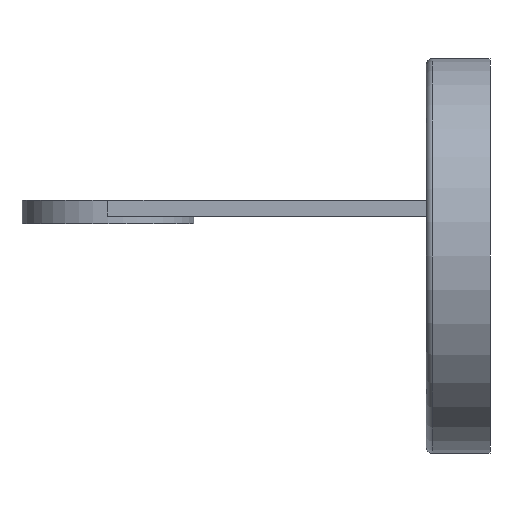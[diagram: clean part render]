
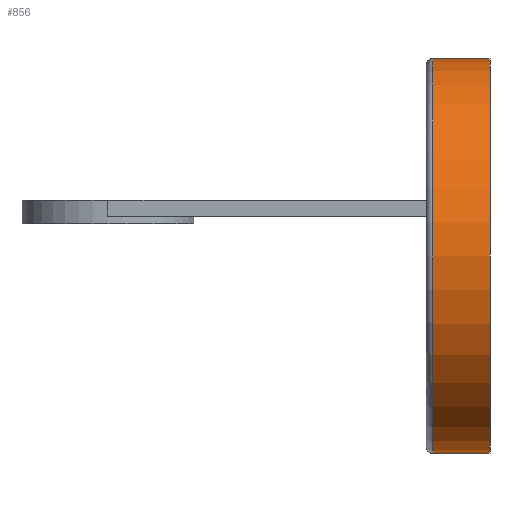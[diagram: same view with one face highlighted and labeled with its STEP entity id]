
A CAD part, front view. The second image highlights one B-rep face of the part: STEP entity #856.
In plain terms, the highlighted cylindrical face has radius 62 mm (diameter 124 mm), a partial arc.
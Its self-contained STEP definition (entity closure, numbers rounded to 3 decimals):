
#11 = VERTEX_POINT ( 'NONE', #1607 ) ;
#117 = DIRECTION ( 'NONE',  ( 0., 0., -1. ) ) ;
#165 = CARTESIAN_POINT ( 'NONE',  ( -25., 0., -137. ) ) ;
#276 = ORIENTED_EDGE ( 'NONE', *, *, #3549, .T. ) ;
#313 = CIRCLE ( 'NONE', #2819, 62. ) ;
#419 = CARTESIAN_POINT ( 'NONE',  ( -25., 0., -13. ) ) ;
#431 = CARTESIAN_POINT ( 'NONE',  ( -25., 0., -137. ) ) ;
#463 = DIRECTION ( 'NONE',  ( 0., 0., 1. ) ) ;
#652 = VECTOR ( 'NONE', #2542, 1000. ) ;
#762 = EDGE_LOOP ( 'NONE', ( #4267, #276, #1589, #2424 ) ) ;
#856 = ADVANCED_FACE ( 'NONE', ( #2694 ), #4084, .T. ) ;
#1008 = CARTESIAN_POINT ( 'NONE',  ( -25., 0., -75. ) ) ;
#1114 = EDGE_CURVE ( 'NONE', #2331, #11, #3248, .T. ) ;
#1205 = DIRECTION ( 'NONE',  ( -1., 0., 0. ) ) ;
#1584 = DIRECTION ( 'NONE',  ( -1., 0., 0. ) ) ;
#1589 = ORIENTED_EDGE ( 'NONE', *, *, #1751, .T. ) ;
#1607 = CARTESIAN_POINT ( 'NONE',  ( -43., 0., -137. ) ) ;
#1751 = EDGE_CURVE ( 'NONE', #3897, #4248, #3476, .T. ) ;
#2001 = DIRECTION ( 'NONE',  ( 0., 0., 1. ) ) ;
#2323 = AXIS2_PLACEMENT_3D ( 'NONE', #3191, #1205, #463 ) ;
#2331 = VERTEX_POINT ( 'NONE', #431 ) ;
#2424 = ORIENTED_EDGE ( 'NONE', *, *, #3616, .T. ) ;
#2542 = DIRECTION ( 'NONE',  ( -1., 0., 0. ) ) ;
#2694 = FACE_OUTER_BOUND ( 'NONE', #762, .T. ) ;
#2819 = AXIS2_PLACEMENT_3D ( 'NONE', #3871, #2901, #117 ) ;
#2901 = DIRECTION ( 'NONE',  ( 1., 0., 0. ) ) ;
#2938 = CARTESIAN_POINT ( 'NONE',  ( -25., 0., -13. ) ) ;
#3146 = DIRECTION ( 'NONE',  ( -1., 0., 0. ) ) ;
#3191 = CARTESIAN_POINT ( 'NONE',  ( -25., 0., -75. ) ) ;
#3248 = LINE ( 'NONE', #165, #652 ) ;
#3476 = LINE ( 'NONE', #419, #4224 ) ;
#3549 = EDGE_CURVE ( 'NONE', #2331, #3897, #3591, .T. ) ;
#3591 = CIRCLE ( 'NONE', #2323, 62. ) ;
#3616 = EDGE_CURVE ( 'NONE', #4248, #11, #313, .T. ) ;
#3641 = AXIS2_PLACEMENT_3D ( 'NONE', #1008, #1584, #2001 ) ;
#3871 = CARTESIAN_POINT ( 'NONE',  ( -43., 0., -75. ) ) ;
#3897 = VERTEX_POINT ( 'NONE', #2938 ) ;
#4084 = CYLINDRICAL_SURFACE ( 'NONE', #3641, 62. ) ;
#4149 = CARTESIAN_POINT ( 'NONE',  ( -43., 0., -13. ) ) ;
#4224 = VECTOR ( 'NONE', #3146, 1000. ) ;
#4248 = VERTEX_POINT ( 'NONE', #4149 ) ;
#4267 = ORIENTED_EDGE ( 'NONE', *, *, #1114, .F. ) ;
